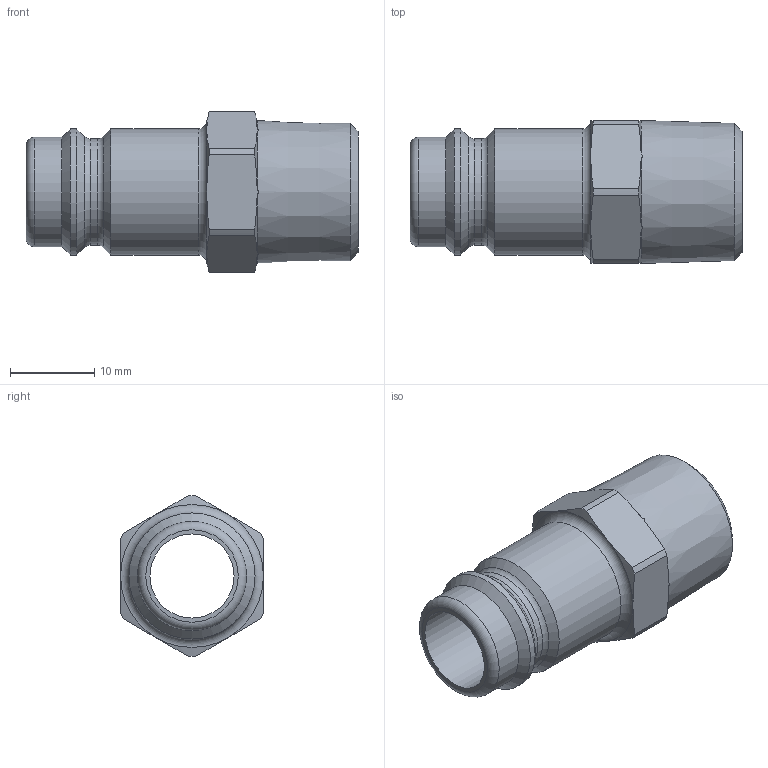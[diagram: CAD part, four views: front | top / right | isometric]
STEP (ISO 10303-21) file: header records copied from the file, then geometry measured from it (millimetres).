
FILE_DESCRIPTION((''),'2;1');
FILE_NAME('27sfak17sxn.stp','2013-05-28T13:03:02',('IA176480'),(''),'Autodesk Inventor 2011','Autodesk Inventor 2011','');
FILE_SCHEMA(('AUTOMOTIVE_DESIGN { 1 0 10303 214 1 1 1 1 }'));
Length unit declared in the file: millimetre
Products named in the file (1): D106712
Bounding box: 39.5 x 17 x 19.15 mm (x, y, z)
Volume: 4408.8 mm3; surface area: 3421.6 mm2
Topology: 1 solids, 1 shells, 41 faces, 98 edges, 59 vertices
Faces by surface type: cone 18, cylinder 11, plane 8, torus 4
Full cylindrical faces by diameter (mm): 10 x1, 12.65 x1, 13 x1, 15 x2
Entity records: 1096 total; most frequent: CARTESIAN_POINT 242, DIRECTION 176, ORIENTED_EDGE 164, AXIS2_PLACEMENT_3D 82, EDGE_CURVE 82, VERTEX_POINT 58, EDGE_LOOP 58, FACE_OUTER_BOUND 41
